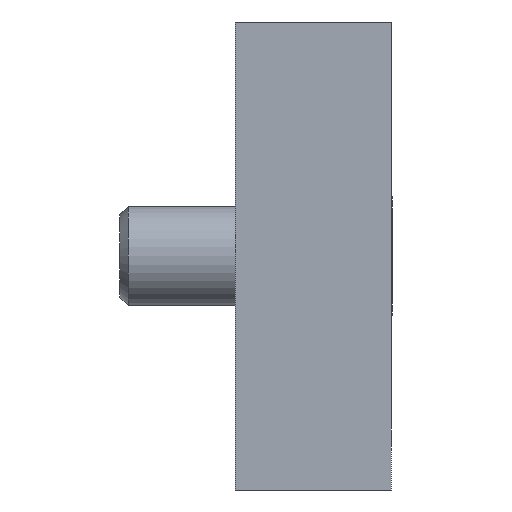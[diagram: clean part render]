
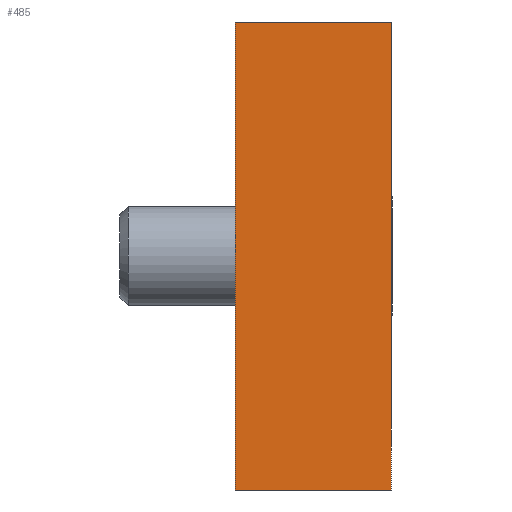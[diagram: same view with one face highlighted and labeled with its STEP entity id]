
A CAD part, front view. The second image highlights one B-rep face of the part: STEP entity #485.
In plain terms, the highlighted face is planar.
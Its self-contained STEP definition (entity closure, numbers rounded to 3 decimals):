
#85=ORIENTED_EDGE('',*,*,#191,.T.);
#86=ORIENTED_EDGE('',*,*,#182,.F.);
#87=ORIENTED_EDGE('',*,*,#192,.F.);
#88=ORIENTED_EDGE('',*,*,#187,.T.);
#182=EDGE_CURVE('',#236,#233,#280,.T.);
#187=EDGE_CURVE('',#240,#239,#285,.T.);
#191=EDGE_CURVE('',#239,#233,#287,.T.);
#192=EDGE_CURVE('',#240,#236,#288,.T.);
#233=VERTEX_POINT('',#755);
#236=VERTEX_POINT('',#760);
#239=VERTEX_POINT('',#770);
#240=VERTEX_POINT('',#772);
#280=LINE('',#761,#310);
#285=LINE('',#771,#315);
#287=LINE('',#780,#317);
#288=LINE('',#781,#318);
#310=VECTOR('',#607,1000.);
#315=VECTOR('',#616,1000.);
#317=VECTOR('',#626,1000.);
#318=VECTOR('',#627,1000.);
#342=EDGE_LOOP('',(#85,#86,#87,#88));
#404=FACE_BOUND('',#342,.T.);
#464=PLANE('',#546);
#485=ADVANCED_FACE('',(#404),#464,.F.);
#546=AXIS2_PLACEMENT_3D('',#779,#624,#625);
#607=DIRECTION('',(0.,0.,-1.));
#616=DIRECTION('',(0.,0.,-1.));
#624=DIRECTION('',(0.,-1.,0.));
#625=DIRECTION('',(0.,0.,-1.));
#626=DIRECTION('',(-1.,0.,0.));
#627=DIRECTION('',(-1.,0.,0.));
#755=CARTESIAN_POINT('',(-15.,73.,0.));
#760=CARTESIAN_POINT('',(-15.,73.,10.));
#761=CARTESIAN_POINT('',(-15.,73.,10.));
#770=CARTESIAN_POINT('',(15.,73.,0.));
#771=CARTESIAN_POINT('',(15.,73.,10.));
#772=CARTESIAN_POINT('',(15.,73.,10.));
#779=CARTESIAN_POINT('',(15.,73.,10.));
#780=CARTESIAN_POINT('',(15.,73.,0.));
#781=CARTESIAN_POINT('',(15.,73.,10.));
